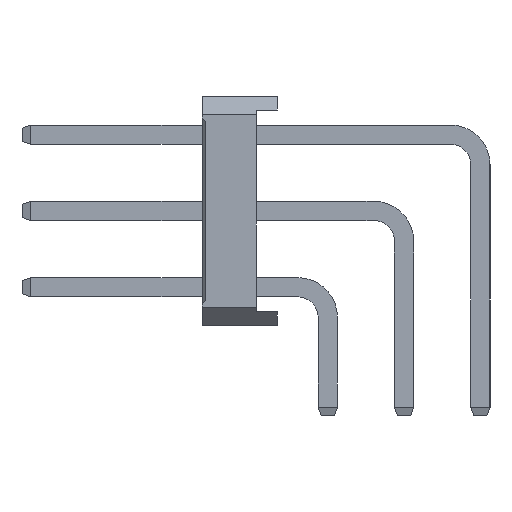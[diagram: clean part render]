
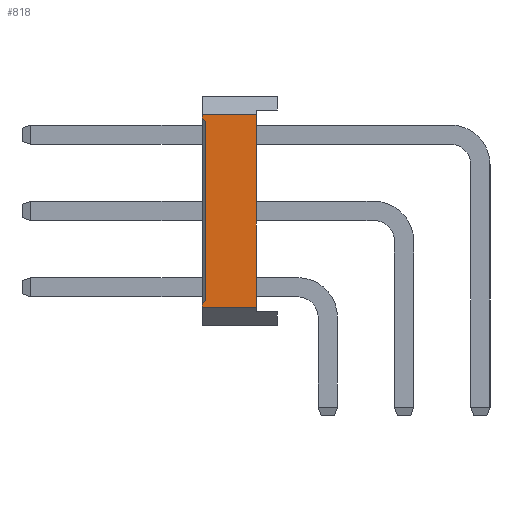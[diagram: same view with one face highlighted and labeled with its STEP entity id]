
A CAD part, left-side view. The second image highlights one B-rep face of the part: STEP entity #818.
In plain terms, the highlighted planar face has unit normal (-1, 0, 0).
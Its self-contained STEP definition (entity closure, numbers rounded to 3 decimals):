
#818=ADVANCED_FACE('',(#8882),#8884,.T.);
#8882=FACE_BOUND('',#8883,.T.);
#8883=EDGE_LOOP('',(#15437,#15438,#15439,#15440,#15441,#15442,#15443,#15444));
#8884=PLANE('',#8885);
#8885=AXIS2_PLACEMENT_3D('',#8886,#8887,#8888);
#8886=CARTESIAN_POINT('',(-1.27,1.68,0.6));
#8887=DIRECTION('',(-1.,0.,0.));
#8888=DIRECTION('',(0.,0.,1.));
#15437=ORIENTED_EDGE('',*,*,#19662,.F.);
#15438=ORIENTED_EDGE('',*,*,#19663,.T.);
#15439=ORIENTED_EDGE('',*,*,#19664,.F.);
#15440=ORIENTED_EDGE('',*,*,#19200,.F.);
#15441=ORIENTED_EDGE('',*,*,#19665,.F.);
#15442=ORIENTED_EDGE('',*,*,#18968,.T.);
#15443=ORIENTED_EDGE('',*,*,#19661,.T.);
#15444=ORIENTED_EDGE('',*,*,#19204,.F.);
#18968=EDGE_CURVE('',#21168,#21166,#21169,.T.);
#19200=EDGE_CURVE('',#21630,#21632,#21633,.T.);
#19204=EDGE_CURVE('',#21638,#21640,#21641,.T.);
#19661=EDGE_CURVE('',#21166,#21640,#22469,.T.);
#19662=EDGE_CURVE('',#22470,#21638,#22471,.F.);
#19663=EDGE_CURVE('',#22470,#22472,#22473,.T.);
#19664=EDGE_CURVE('',#21632,#22472,#22474,.F.);
#19665=EDGE_CURVE('',#21168,#21630,#22475,.T.);
#21166=VERTEX_POINT('',#24742);
#21168=VERTEX_POINT('',#24746);
#21169=LINE('',#24747,#24748);
#21630=VERTEX_POINT('',#25670);
#21632=VERTEX_POINT('',#25674);
#21633=LINE('',#25675,#25676);
#21638=VERTEX_POINT('',#25686);
#21640=VERTEX_POINT('',#25690);
#21641=LINE('',#25691,#25692);
#22469=LINE('',#27473,#27474);
#22470=VERTEX_POINT('',#27476);
#22471=LINE('',#27477,#27478);
#22472=VERTEX_POINT('',#27480);
#22473=LINE('',#27481,#27482);
#22474=LINE('',#27484,#27485);
#22475=LINE('',#27487,#27488);
#24742=CARTESIAN_POINT('',(-1.27,2.38,7.02));
#24746=CARTESIAN_POINT('',(-1.27,2.38,0.6));
#24747=CARTESIAN_POINT('',(-1.27,2.38,0.6));
#24748=VECTOR('',#24749,1.);
#24749=DIRECTION('',(0.,0.,1.));
#25670=CARTESIAN_POINT('',(-1.27,4.18,0.6));
#25674=CARTESIAN_POINT('',(-1.27,4.18,0.72));
#25675=CARTESIAN_POINT('',(-1.27,4.18,0.6));
#25676=VECTOR('',#25677,1.);
#25677=DIRECTION('',(0.,0.,1.));
#25686=CARTESIAN_POINT('',(-1.27,4.18,6.9));
#25690=CARTESIAN_POINT('',(-1.27,4.18,7.02));
#25691=CARTESIAN_POINT('',(-1.27,4.18,6.9));
#25692=VECTOR('',#25693,1.);
#25693=DIRECTION('',(0.,0.,1.));
#27473=CARTESIAN_POINT('',(-1.27,2.38,7.02));
#27474=VECTOR('',#27475,1.);
#27475=DIRECTION('',(0.,1.,0.));
#27476=CARTESIAN_POINT('',(-1.27,4.08,6.8));
#27477=CARTESIAN_POINT('',(-1.27,4.18,6.9));
#27478=VECTOR('',#27479,1.);
#27479=DIRECTION('',(0.,-0.707,-0.707));
#27480=CARTESIAN_POINT('',(-1.27,4.08,0.82));
#27481=CARTESIAN_POINT('',(-1.27,4.08,6.8));
#27482=VECTOR('',#27483,1.);
#27483=DIRECTION('',(0.,0.,-1.));
#27484=CARTESIAN_POINT('',(-1.27,4.08,0.82));
#27485=VECTOR('',#27486,1.);
#27486=DIRECTION('',(0.,0.707,-0.707));
#27487=CARTESIAN_POINT('',(-1.27,2.38,0.6));
#27488=VECTOR('',#27489,1.);
#27489=DIRECTION('',(0.,1.,0.));
